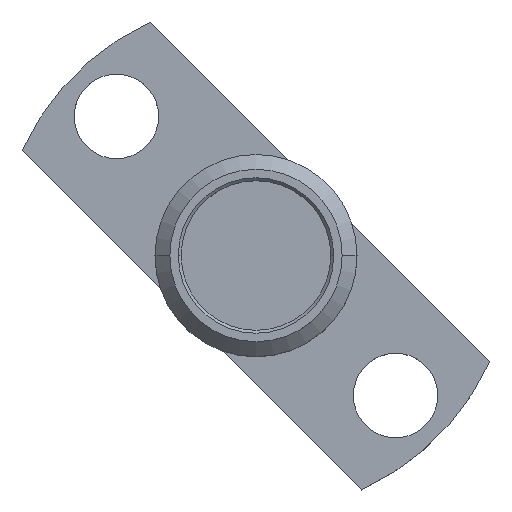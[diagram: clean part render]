
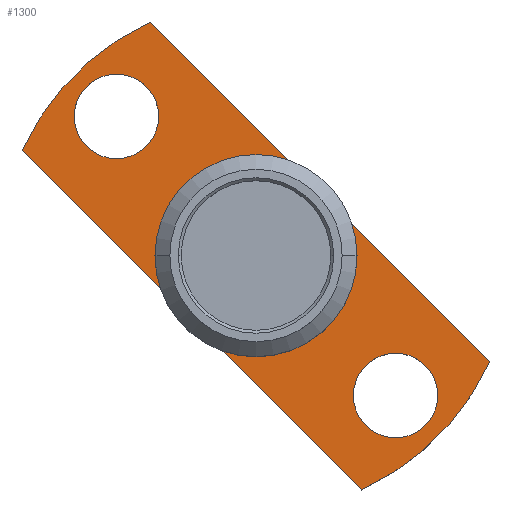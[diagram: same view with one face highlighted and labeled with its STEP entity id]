
A CAD part, top view. The second image highlights one B-rep face of the part: STEP entity #1300.
In plain terms, the highlighted planar face has unit normal (0, 0, 1).
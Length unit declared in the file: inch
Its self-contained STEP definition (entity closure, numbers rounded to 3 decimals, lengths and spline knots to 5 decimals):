
#1 = DIRECTION ( 'NONE',  ( 0., 0., -1. ) ) ;
#6 = PLANE ( 'NONE',  #674 ) ;
#7 = CARTESIAN_POINT ( 'NONE',  ( 0., 0., -0.31 ) ) ;
#10 = DIRECTION ( 'NONE',  ( 0., 0., -1. ) ) ;
#35 = ORIENTED_EDGE ( 'NONE', *, *, #798, .T. ) ;
#57 = ORIENTED_EDGE ( 'NONE', *, *, #1191, .T. ) ;
#61 = ORIENTED_EDGE ( 'NONE', *, *, #719, .T. ) ;
#115 = DIRECTION ( 'NONE',  ( 1., 0., 0. ) ) ;
#127 = CARTESIAN_POINT ( 'NONE',  ( -0.105, 0., -0.31 ) ) ;
#146 = CARTESIAN_POINT ( 'NONE',  ( -0.17006, 0.17006, -0.31 ) ) ;
#154 = CARTESIAN_POINT ( 'NONE',  ( -0.17006, 0.17006, -0.31 ) ) ;
#159 = EDGE_CURVE ( 'NONE', #1049, #486, #1130, .T. ) ;
#172 = CARTESIAN_POINT ( 'NONE',  ( 0.12807, -0.28505, -0.31 ) ) ;
#178 = CARTESIAN_POINT ( 'NONE',  ( 0., 0., -0.31 ) ) ;
#222 = LINE ( 'NONE', #1467, #367 ) ;
#229 = DIRECTION ( 'NONE',  ( 0., 0., 1. ) ) ;
#240 = VECTOR ( 'NONE', #1419, 39.37008 ) ;
#271 = DIRECTION ( 'NONE',  ( -1., 0., 0. ) ) ;
#284 = CIRCLE ( 'NONE', #598, 0.105 ) ;
#293 = EDGE_LOOP ( 'NONE', ( #847, #1081 ) ) ;
#327 = VERTEX_POINT ( 'NONE', #172 ) ;
#333 = ORIENTED_EDGE ( 'NONE', *, *, #1307, .F. ) ;
#344 = CIRCLE ( 'NONE', #1172, 0.0515 ) ;
#347 = VERTEX_POINT ( 'NONE', #588 ) ;
#367 = VECTOR ( 'NONE', #724, 39.37008 ) ;
#379 = DIRECTION ( 'NONE',  ( 0., 0., 1. ) ) ;
#394 = EDGE_LOOP ( 'NONE', ( #333, #843 ) ) ;
#411 = CIRCLE ( 'NONE', #1541, 0.3125 ) ;
#415 = EDGE_CURVE ( 'NONE', #1369, #347, #1401, .T. ) ;
#477 = DIRECTION ( 'NONE',  ( 0., 0., 1. ) ) ;
#486 = VERTEX_POINT ( 'NONE', #1557 ) ;
#519 = EDGE_LOOP ( 'NONE', ( #1115, #35, #1052, #1035 ) ) ;
#522 = AXIS2_PLACEMENT_3D ( 'NONE', #146, #896, #652 ) ;
#549 = VERTEX_POINT ( 'NONE', #807 ) ;
#581 = EDGE_CURVE ( 'NONE', #649, #549, #411, .T. ) ;
#588 = CARTESIAN_POINT ( 'NONE',  ( 0.105, 0., -0.31 ) ) ;
#598 = AXIS2_PLACEMENT_3D ( 'NONE', #1218, #477, #1347 ) ;
#611 = EDGE_CURVE ( 'NONE', #327, #549, #222, .T. ) ;
#636 = AXIS2_PLACEMENT_3D ( 'NONE', #1443, #693, #1566 ) ;
#649 = VERTEX_POINT ( 'NONE', #1348 ) ;
#652 = DIRECTION ( 'NONE',  ( -1., 0., 0. ) ) ;
#654 = FACE_BOUND ( 'NONE', #394, .T. ) ;
#674 = AXIS2_PLACEMENT_3D ( 'NONE', #717, #10, #835 ) ;
#687 = CARTESIAN_POINT ( 'NONE',  ( 0.11856, -0.17006, -0.31 ) ) ;
#693 = DIRECTION ( 'NONE',  ( 0., 0., -1. ) ) ;
#706 = CARTESIAN_POINT ( 'NONE',  ( 0.17006, -0.17006, -0.31 ) ) ;
#717 = CARTESIAN_POINT ( 'NONE',  ( 0., 0.105, -0.31 ) ) ;
#719 = EDGE_CURVE ( 'NONE', #1432, #1181, #344, .T. ) ;
#724 = DIRECTION ( 'NONE',  ( -0.707, 0.707, 0. ) ) ;
#746 = CARTESIAN_POINT ( 'NONE',  ( 0.28505, -0.12807, -0.31 ) ) ;
#783 = CARTESIAN_POINT ( 'NONE',  ( 0.02599, 0.13099, -0.31 ) ) ;
#798 = EDGE_CURVE ( 'NONE', #327, #829, #1123, .T. ) ;
#807 = CARTESIAN_POINT ( 'NONE',  ( -0.28505, 0.12807, -0.31 ) ) ;
#828 = EDGE_CURVE ( 'NONE', #486, #1049, #1421, .T. ) ;
#829 = VERTEX_POINT ( 'NONE', #746 ) ;
#831 = DIRECTION ( 'NONE',  ( 0., 0., 1. ) ) ;
#835 = DIRECTION ( 'NONE',  ( -1., 0., 0. ) ) ;
#838 = EDGE_LOOP ( 'NONE', ( #57, #61 ) ) ;
#843 = ORIENTED_EDGE ( 'NONE', *, *, #415, .F. ) ;
#847 = ORIENTED_EDGE ( 'NONE', *, *, #159, .T. ) ;
#896 = DIRECTION ( 'NONE',  ( 0., 0., -1. ) ) ;
#973 = AXIS2_PLACEMENT_3D ( 'NONE', #178, #229, #1397 ) ;
#974 = FACE_BOUND ( 'NONE', #293, .T. ) ;
#993 = DIRECTION ( 'NONE',  ( 0., 0., -1. ) ) ;
#1035 = ORIENTED_EDGE ( 'NONE', *, *, #581, .T. ) ;
#1039 = CIRCLE ( 'NONE', #636, 0.0515 ) ;
#1049 = VERTEX_POINT ( 'NONE', #1538 ) ;
#1052 = ORIENTED_EDGE ( 'NONE', *, *, #1085, .F. ) ;
#1056 = AXIS2_PLACEMENT_3D ( 'NONE', #154, #993, #271 ) ;
#1081 = ORIENTED_EDGE ( 'NONE', *, *, #828, .T. ) ;
#1085 = EDGE_CURVE ( 'NONE', #649, #829, #1219, .T. ) ;
#1115 = ORIENTED_EDGE ( 'NONE', *, *, #611, .F. ) ;
#1120 = CARTESIAN_POINT ( 'NONE',  ( 0., 0., -0.31 ) ) ;
#1123 = CIRCLE ( 'NONE', #1140, 0.3125 ) ;
#1130 = CIRCLE ( 'NONE', #522, 0.0515 ) ;
#1140 = AXIS2_PLACEMENT_3D ( 'NONE', #1120, #379, #1252 ) ;
#1172 = AXIS2_PLACEMENT_3D ( 'NONE', #706, #1, #1574 ) ;
#1181 = VERTEX_POINT ( 'NONE', #687 ) ;
#1191 = EDGE_CURVE ( 'NONE', #1181, #1432, #1039, .T. ) ;
#1218 = CARTESIAN_POINT ( 'NONE',  ( 0., 0., -0.31 ) ) ;
#1219 = LINE ( 'NONE', #783, #240 ) ;
#1252 = DIRECTION ( 'NONE',  ( 1., 0., 0. ) ) ;
#1277 = FACE_BOUND ( 'NONE', #838, .T. ) ;
#1300 = ADVANCED_FACE ( 'NONE', ( #974, #1277, #654, #1318 ), #6, .F. ) ;
#1307 = EDGE_CURVE ( 'NONE', #347, #1369, #284, .T. ) ;
#1318 = FACE_OUTER_BOUND ( 'NONE', #519, .T. ) ;
#1347 = DIRECTION ( 'NONE',  ( 1., 0., 0. ) ) ;
#1348 = CARTESIAN_POINT ( 'NONE',  ( -0.12807, 0.28505, -0.31 ) ) ;
#1367 = CARTESIAN_POINT ( 'NONE',  ( 0.22156, -0.17006, -0.31 ) ) ;
#1369 = VERTEX_POINT ( 'NONE', #127 ) ;
#1397 = DIRECTION ( 'NONE',  ( 1., 0., 0. ) ) ;
#1401 = CIRCLE ( 'NONE', #973, 0.105 ) ;
#1419 = DIRECTION ( 'NONE',  ( 0.707, -0.707, 0. ) ) ;
#1421 = CIRCLE ( 'NONE', #1056, 0.0515 ) ;
#1432 = VERTEX_POINT ( 'NONE', #1367 ) ;
#1443 = CARTESIAN_POINT ( 'NONE',  ( 0.17006, -0.17006, -0.31 ) ) ;
#1467 = CARTESIAN_POINT ( 'NONE',  ( -0.13099, -0.02599, -0.31 ) ) ;
#1538 = CARTESIAN_POINT ( 'NONE',  ( -0.22156, 0.17006, -0.31 ) ) ;
#1541 = AXIS2_PLACEMENT_3D ( 'NONE', #7, #831, #115 ) ;
#1557 = CARTESIAN_POINT ( 'NONE',  ( -0.11856, 0.17006, -0.31 ) ) ;
#1566 = DIRECTION ( 'NONE',  ( -1., 0., 0. ) ) ;
#1574 = DIRECTION ( 'NONE',  ( -1., 0., 0. ) ) ;
